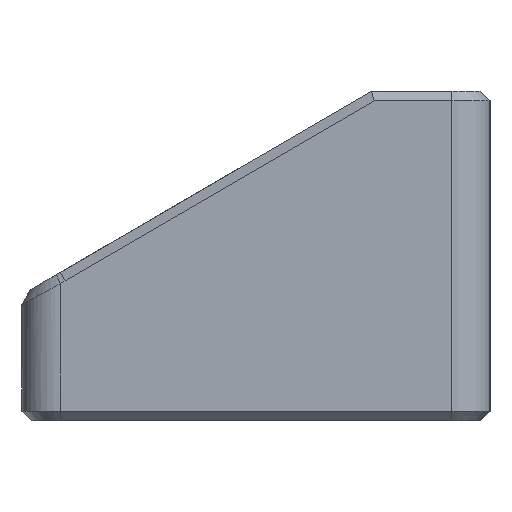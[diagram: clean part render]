
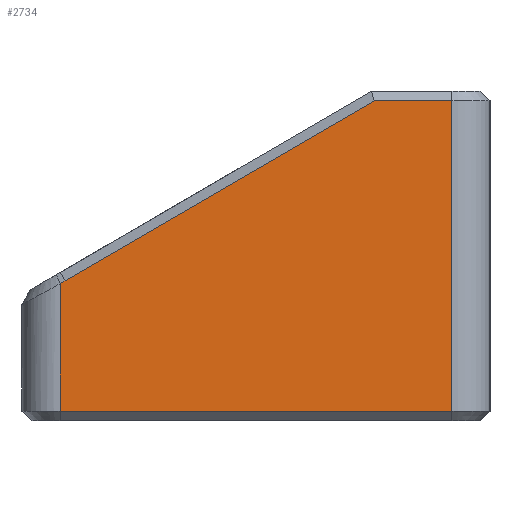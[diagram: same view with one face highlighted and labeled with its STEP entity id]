
A CAD part, left-side view. The second image highlights one B-rep face of the part: STEP entity #2734.
In plain terms, the highlighted planar face has unit normal (-1, 0, 0).
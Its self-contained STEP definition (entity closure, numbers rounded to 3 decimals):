
#72=B_SPLINE_CURVE_WITH_KNOTS('',3,(#3841,#3842,#3843,#3844),
 .UNSPECIFIED.,.F.,.F.,(4,4),(-4.838,-4.712),
 .UNSPECIFIED.);
#86=FACE_OUTER_BOUND('',#233,.T.);
#233=EDGE_LOOP('',(#1809,#1810,#1811,#1812,#1813,#1814));
#385=LINE('',#3785,#755);
#387=LINE('',#3851,#757);
#390=LINE('',#3857,#760);
#391=LINE('',#3859,#761);
#392=LINE('',#3860,#762);
#755=VECTOR('',#3069,10.);
#757=VECTOR('',#3073,10.);
#760=VECTOR('',#3078,10.);
#761=VECTOR('',#3079,10.);
#762=VECTOR('',#3080,10.);
#1122=VERTEX_POINT('',#3778);
#1125=VERTEX_POINT('',#3783);
#1128=VERTEX_POINT('',#3812);
#1130=VERTEX_POINT('',#3850);
#1132=VERTEX_POINT('',#3856);
#1133=VERTEX_POINT('',#3858);
#1389=EDGE_CURVE('',#1125,#1122,#385,.T.);
#1394=EDGE_CURVE('',#1128,#1125,#72,.T.);
#1396=EDGE_CURVE('',#1122,#1130,#387,.T.);
#1399=EDGE_CURVE('',#1132,#1128,#390,.T.);
#1400=EDGE_CURVE('',#1133,#1132,#391,.T.);
#1401=EDGE_CURVE('',#1130,#1133,#392,.T.);
#1809=ORIENTED_EDGE('',*,*,#1389,.F.);
#1810=ORIENTED_EDGE('',*,*,#1394,.F.);
#1811=ORIENTED_EDGE('',*,*,#1399,.F.);
#1812=ORIENTED_EDGE('',*,*,#1400,.F.);
#1813=ORIENTED_EDGE('',*,*,#1401,.F.);
#1814=ORIENTED_EDGE('',*,*,#1396,.F.);
#2609=PLANE('',#2893);
#2734=ADVANCED_FACE('',(#86),#2609,.T.);
#2893=AXIS2_PLACEMENT_3D('',#3855,#3076,#3077);
#3069=DIRECTION('',(0.,-0.864,0.503));
#3073=DIRECTION('',(0.,-1.,0.));
#3076=DIRECTION('center_axis',(-1.,0.,0.));
#3077=DIRECTION('ref_axis',(0.,-1.,0.));
#3078=DIRECTION('',(0.,0.,1.));
#3079=DIRECTION('',(0.,1.,0.));
#3080=DIRECTION('',(0.,0.,-1.));
#3778=CARTESIAN_POINT('',(0.,6.065,16.75));
#3783=CARTESIAN_POINT('',(0.,22.249,7.332));
#3785=CARTESIAN_POINT('',(0.,16.533,10.658));
#3812=CARTESIAN_POINT('',(0.,22.5,7.186));
#3841=CARTESIAN_POINT('Ctrl Pts',(0.,22.5,7.186));
#3842=CARTESIAN_POINT('Ctrl Pts',(0.,22.415,
7.235));
#3843=CARTESIAN_POINT('Ctrl Pts',(0.,22.332,
7.283));
#3844=CARTESIAN_POINT('Ctrl Pts',(0.,22.249,
7.332));
#3850=CARTESIAN_POINT('',(0.,2.,16.75));
#3851=CARTESIAN_POINT('',(0.,19.125,16.75));
#3855=CARTESIAN_POINT('Origin',(0.,24.5,0.));
#3856=CARTESIAN_POINT('',(0.,22.5,0.5));
#3857=CARTESIAN_POINT('',(0.,22.5,0.));
#3858=CARTESIAN_POINT('',(0.,2.,0.5));
#3859=CARTESIAN_POINT('',(0.,18.375,0.5));
#3860=CARTESIAN_POINT('',(0.,2.,0.));
